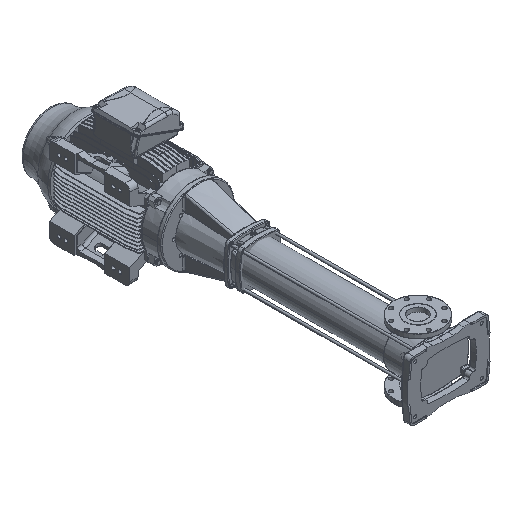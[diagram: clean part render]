
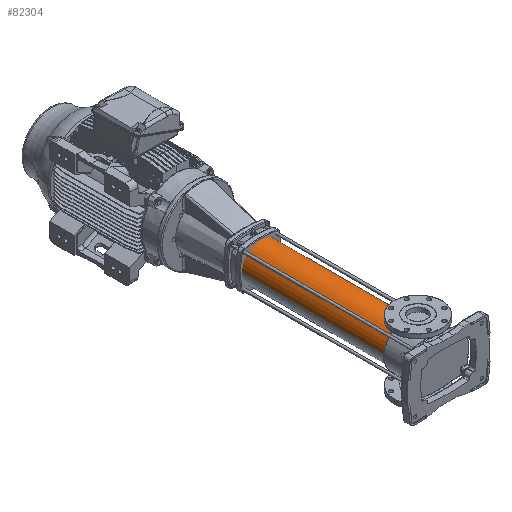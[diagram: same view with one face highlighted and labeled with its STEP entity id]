
A CAD part, isometric view. The second image highlights one B-rep face of the part: STEP entity #82304.
In plain terms, the highlighted cylindrical face has radius 108 mm (diameter 216 mm), a partial arc.
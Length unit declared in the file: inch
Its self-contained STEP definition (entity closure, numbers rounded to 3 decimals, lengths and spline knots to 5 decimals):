
#11590 = AXIS2_PLACEMENT_3D ( 'NONE', #54182, #97791, #68062 ) ;
#15557 = DIRECTION ( 'NONE',  ( 0., 1., 0. ) ) ;
#18033 = ORIENTED_EDGE ( 'NONE', *, *, #48134, .T. ) ;
#21002 = VERTEX_POINT ( 'NONE', #159063 ) ;
#23459 = ORIENTED_EDGE ( 'NONE', *, *, #58203, .T. ) ;
#36870 = AXIS2_PLACEMENT_3D ( 'NONE', #178010, #194870, #59979 ) ;
#43002 = EDGE_CURVE ( 'NONE', #118388, #188444, #82805, .T. ) ;
#43028 = CARTESIAN_POINT ( 'NONE',  ( 0., 10.22343, 0. ) ) ;
#48134 = EDGE_CURVE ( 'NONE', #118388, #21002, #147456, .T. ) ;
#54182 = CARTESIAN_POINT ( 'NONE',  ( 0., 43.82579, 0. ) ) ;
#55935 = CIRCLE ( 'NONE', #11590, 4.25197 ) ;
#58203 = EDGE_CURVE ( 'NONE', #21002, #122589, #55935, .T. ) ;
#59979 = DIRECTION ( 'NONE',  ( 0., 0., 1. ) ) ;
#68062 = DIRECTION ( 'NONE',  ( 0., 0., 1. ) ) ;
#72757 = DIRECTION ( 'NONE',  ( 0., -1., 0. ) ) ;
#79024 = CARTESIAN_POINT ( 'NONE',  ( 0., 10.22343, -4.25197 ) ) ;
#82304 = ADVANCED_FACE ( 'NONE', ( #132423 ), #117477, .T. ) ;
#82805 = CIRCLE ( 'NONE', #143034, 4.25197 ) ;
#83574 = VECTOR ( 'NONE', #192116, 39.37008 ) ;
#97791 = DIRECTION ( 'NONE',  ( 0., -1., 0. ) ) ;
#116095 = ORIENTED_EDGE ( 'NONE', *, *, #176988, .F. ) ;
#117477 = CYLINDRICAL_SURFACE ( 'NONE', #36870, 4.25197 ) ;
#118388 = VERTEX_POINT ( 'NONE', #185685 ) ;
#122589 = VERTEX_POINT ( 'NONE', #155940 ) ;
#124965 = VECTOR ( 'NONE', #15557, 39.37008 ) ;
#132423 = FACE_OUTER_BOUND ( 'NONE', #161357, .T. ) ;
#132609 = CARTESIAN_POINT ( 'NONE',  ( 0., 10.22343, 4.25197 ) ) ;
#134620 = LINE ( 'NONE', #162382, #124965 ) ;
#138629 = ORIENTED_EDGE ( 'NONE', *, *, #43002, .F. ) ;
#143034 = AXIS2_PLACEMENT_3D ( 'NONE', #43028, #72757, #180850 ) ;
#147456 = LINE ( 'NONE', #132609, #83574 ) ;
#155940 = CARTESIAN_POINT ( 'NONE',  ( 0., 43.82579, -4.25197 ) ) ;
#159063 = CARTESIAN_POINT ( 'NONE',  ( 0., 43.82579, 4.25197 ) ) ;
#161357 = EDGE_LOOP ( 'NONE', ( #116095, #138629, #18033, #23459 ) ) ;
#162382 = CARTESIAN_POINT ( 'NONE',  ( 0., 10.22343, -4.25197 ) ) ;
#176988 = EDGE_CURVE ( 'NONE', #188444, #122589, #134620, .T. ) ;
#178010 = CARTESIAN_POINT ( 'NONE',  ( 0., 10.22343, 0. ) ) ;
#180850 = DIRECTION ( 'NONE',  ( 0., 0., 1. ) ) ;
#185685 = CARTESIAN_POINT ( 'NONE',  ( 0., 10.22343, 4.25197 ) ) ;
#188444 = VERTEX_POINT ( 'NONE', #79024 ) ;
#192116 = DIRECTION ( 'NONE',  ( 0., 1., 0. ) ) ;
#194870 = DIRECTION ( 'NONE',  ( 0., 1., 0. ) ) ;
